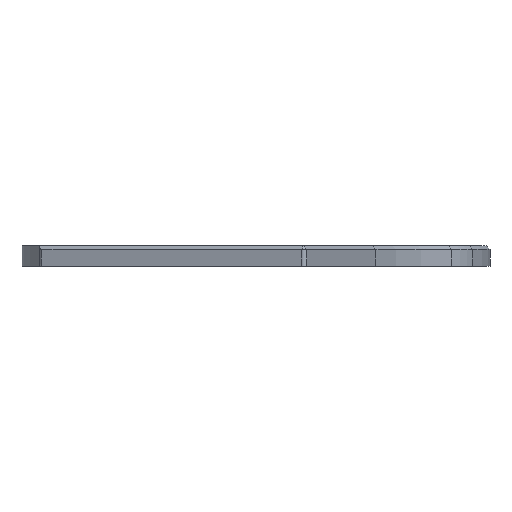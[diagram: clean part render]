
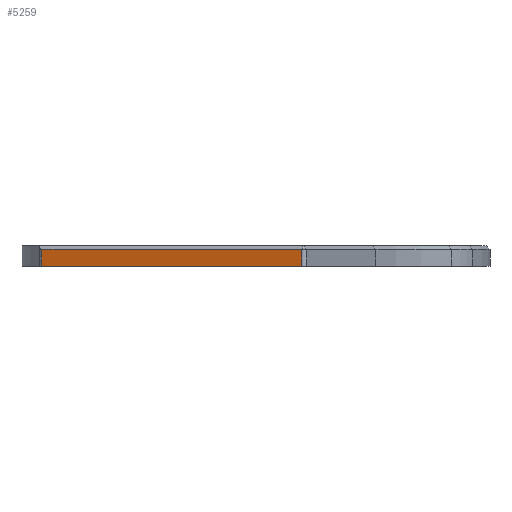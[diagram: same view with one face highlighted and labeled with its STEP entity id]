
A CAD part, left-side view. The second image highlights one B-rep face of the part: STEP entity #5259.
In plain terms, the highlighted planar face has unit normal (-0.94, 0.342, 0).
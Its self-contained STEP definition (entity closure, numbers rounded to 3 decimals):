
#549=FACE_OUTER_BOUND('',#934,.T.);
#934=EDGE_LOOP('',(#4684,#4685,#4686,#4687));
#1347=LINE('',#7784,#1733);
#1417=LINE('',#8283,#1803);
#1420=LINE('',#8292,#1806);
#1696=LINE('',#9225,#2082);
#1733=VECTOR('',#6038,10.);
#1803=VECTOR('',#6474,10.);
#1806=VECTOR('',#6483,10.);
#2082=VECTOR('',#7553,10.);
#2129=VERTEX_POINT('',#7781);
#2130=VERTEX_POINT('',#7783);
#2376=VERTEX_POINT('',#8281);
#2379=VERTEX_POINT('',#8291);
#2617=EDGE_CURVE('',#2129,#2130,#1347,.T.);
#2867=EDGE_CURVE('',#2130,#2376,#1417,.T.);
#2871=EDGE_CURVE('',#2376,#2379,#1420,.T.);
#3298=EDGE_CURVE('',#2129,#2379,#1696,.T.);
#4684=ORIENTED_EDGE('',*,*,#2871,.F.);
#4685=ORIENTED_EDGE('',*,*,#2867,.F.);
#4686=ORIENTED_EDGE('',*,*,#2617,.F.);
#4687=ORIENTED_EDGE('',*,*,#3298,.T.);
#4968=PLANE('',#5927);
#5259=ADVANCED_FACE('',(#549),#4968,.T.);
#5927=AXIS2_PLACEMENT_3D('',#9226,#7554,#7555);
#6038=DIRECTION('',(0.342,0.94,0.));
#6474=DIRECTION('',(0.,0.,1.));
#6483=DIRECTION('',(-0.342,-0.94,0.));
#7553=DIRECTION('',(0.,0.,1.));
#7554=DIRECTION('center_axis',(-0.94,0.342,0.));
#7555=DIRECTION('ref_axis',(-0.342,-0.94,0.));
#7781=CARTESIAN_POINT('',(6.639,-118.,6.78));
#7783=CARTESIAN_POINT('',(42.909,-18.35,6.78));
#7784=CARTESIAN_POINT('',(20.455,-80.041,6.78));
#8281=CARTESIAN_POINT('',(42.909,-18.35,13.28));
#8283=CARTESIAN_POINT('',(42.909,-18.35,13.78));
#8291=CARTESIAN_POINT('',(6.639,-118.,13.28));
#8292=CARTESIAN_POINT('',(32.495,-46.961,13.28));
#9225=CARTESIAN_POINT('',(6.639,-118.,13.78));
#9226=CARTESIAN_POINT('Origin',(42.909,-18.35,13.78));
